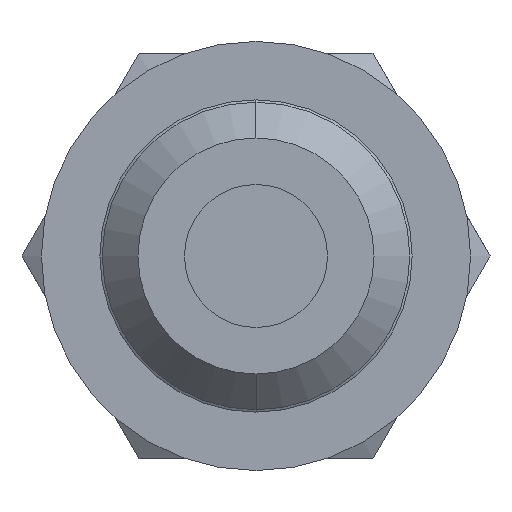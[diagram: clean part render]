
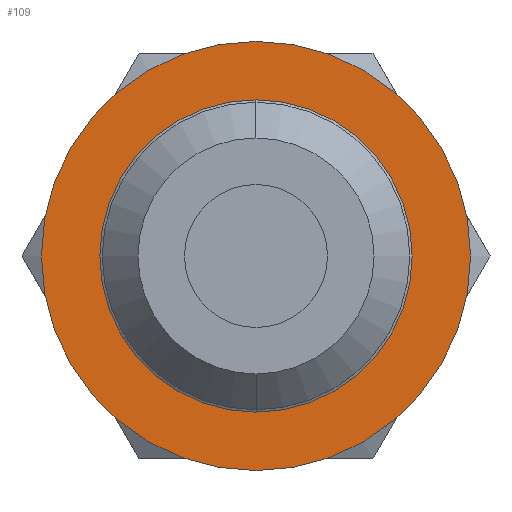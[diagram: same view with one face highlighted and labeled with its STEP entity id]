
A CAD part, front view. The second image highlights one B-rep face of the part: STEP entity #109.
In plain terms, the highlighted planar face has unit normal (0, -1, 0).
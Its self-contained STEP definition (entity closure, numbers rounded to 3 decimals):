
#42 = ORIENTED_EDGE ( 'NONE', *, *, #58, .F. ) ;
#44 = EDGE_CURVE ( 'NONE', #49, #52, #998, .T. ) ;
#46 = VERTEX_POINT ( 'NONE', #1014 ) ;
#49 = VERTEX_POINT ( 'NONE', #994 ) ;
#51 = EDGE_CURVE ( 'NONE', #52, #49, #1018, .T. ) ;
#52 = VERTEX_POINT ( 'NONE', #993 ) ;
#58 = EDGE_CURVE ( 'NONE', #83, #46, #1035, .T. ) ;
#61 = EDGE_LOOP ( 'NONE', ( #110, #99 ) ) ;
#67 = ORIENTED_EDGE ( 'NONE', *, *, #85, .F. ) ;
#83 = VERTEX_POINT ( 'NONE', #1050 ) ;
#85 = EDGE_CURVE ( 'NONE', #46, #83, #1117, .T. ) ;
#98 = EDGE_LOOP ( 'NONE', ( #42, #67 ) ) ;
#99 = ORIENTED_EDGE ( 'NONE', *, *, #44, .T. ) ;
#109 = ADVANCED_FACE ( 'NONE', ( #1074, #1131 ), #1065, .T. ) ;
#110 = ORIENTED_EDGE ( 'NONE', *, *, #51, .T. ) ;
#983 = DIRECTION ( 'NONE',  ( 0., 0., -1. ) ) ;
#993 = CARTESIAN_POINT ( 'NONE',  ( 0., 6.7, -9. ) ) ;
#994 = CARTESIAN_POINT ( 'NONE',  ( 0., 6.7, 9. ) ) ;
#998 = CIRCLE ( 'NONE', #1028, 9. ) ;
#1014 = CARTESIAN_POINT ( 'NONE',  ( 0., 6.7, 6.55 ) ) ;
#1018 = CIRCLE ( 'NONE', #1042, 9. ) ;
#1022 = DIRECTION ( 'NONE',  ( 0., 0., -1. ) ) ;
#1024 = CARTESIAN_POINT ( 'NONE',  ( 0., 6.7, 0. ) ) ;
#1027 = DIRECTION ( 'NONE',  ( 0., 0., -1. ) ) ;
#1028 = AXIS2_PLACEMENT_3D ( 'NONE', #1024, #1031, #1027 ) ;
#1031 = DIRECTION ( 'NONE',  ( 0., -1., 0. ) ) ;
#1032 = DIRECTION ( 'NONE',  ( 0., -1., 0. ) ) ;
#1033 = CARTESIAN_POINT ( 'NONE',  ( 0., 6.7, 0. ) ) ;
#1034 = AXIS2_PLACEMENT_3D ( 'NONE', #1033, #1032, #1022 ) ;
#1035 = CIRCLE ( 'NONE', #1034, 6.55 ) ;
#1040 = DIRECTION ( 'NONE',  ( 0., -1., 0. ) ) ;
#1041 = CARTESIAN_POINT ( 'NONE',  ( 0., 6.7, 0. ) ) ;
#1042 = AXIS2_PLACEMENT_3D ( 'NONE', #1041, #1040, #983 ) ;
#1050 = CARTESIAN_POINT ( 'NONE',  ( 0., 6.7, -6.55 ) ) ;
#1065 = PLANE ( 'NONE',  #1155 ) ;
#1071 = CARTESIAN_POINT ( 'NONE',  ( 6.55, 6.7, 0. ) ) ;
#1074 = FACE_OUTER_BOUND ( 'NONE', #61, .T. ) ;
#1091 = DIRECTION ( 'NONE',  ( 0., 0., -1. ) ) ;
#1092 = DIRECTION ( 'NONE',  ( 0., -1., 0. ) ) ;
#1098 = CARTESIAN_POINT ( 'NONE',  ( 0., 6.7, 0. ) ) ;
#1112 = AXIS2_PLACEMENT_3D ( 'NONE', #1098, #1171, #1170 ) ;
#1117 = CIRCLE ( 'NONE', #1112, 6.55 ) ;
#1131 = FACE_BOUND ( 'NONE', #98, .T. ) ;
#1155 = AXIS2_PLACEMENT_3D ( 'NONE', #1071, #1092, #1091 ) ;
#1170 = DIRECTION ( 'NONE',  ( 0., 0., -1. ) ) ;
#1171 = DIRECTION ( 'NONE',  ( 0., -1., 0. ) ) ;
